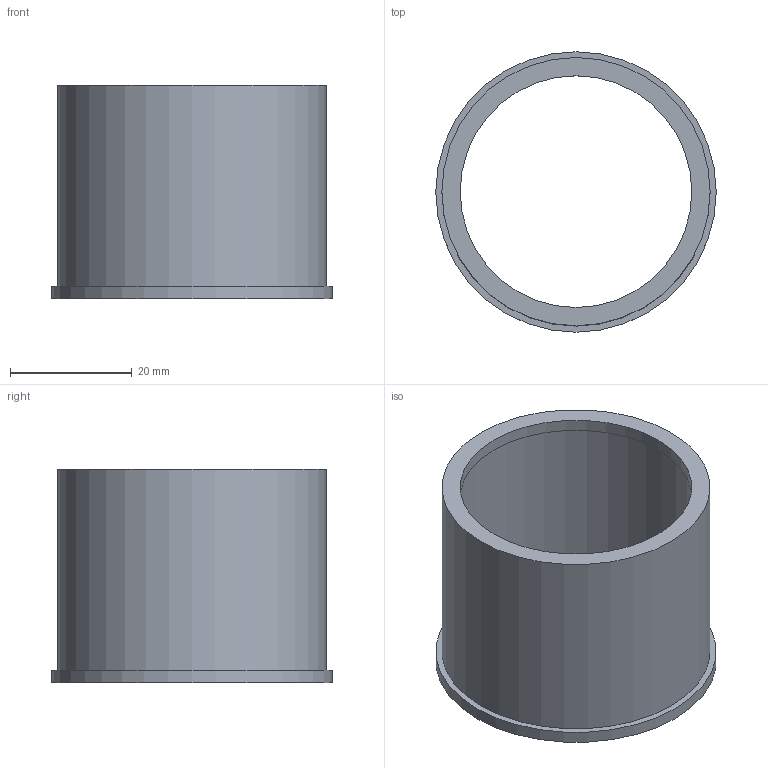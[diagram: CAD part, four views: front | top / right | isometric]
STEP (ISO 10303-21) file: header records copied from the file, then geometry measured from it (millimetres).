
FILE_DESCRIPTION(('FreeCAD Model'),'2;1');
FILE_NAME('Open CASCADE Shape Model','2024-09-05T19:25:36',(''),(''), 'Open CASCADE STEP processor 7.6','FreeCAD','Unknown');
FILE_SCHEMA(('CONFIG_CONTROL_DESIGN','SHAPE_APPEARANCE_LAYER_MIM'));
Length unit declared in the file: millimetre
Products named in the file (1): difference (Solid)
Bounding box: 46 x 46 x 35 mm (x, y, z)
Volume: 9764.1 mm3; surface area: 10291.9 mm2
Topology: 1 solids, 1 shells, 9 faces, 13 edges, 9 vertices
Faces by surface type: plane 5, cylinder 4
Full cylindrical faces by diameter (mm): 38 x1, 40 x1, 44 x1, 46 x1
Entity records: 260 total; most frequent: DIRECTION 42, CARTESIAN_POINT 32, ORIENTED_EDGE 26, AXIS2_PLACEMENT_3D 19, FACE_BOUND 14, EDGE_LOOP 14, EDGE_CURVE 13, ADVANCED_FACE 9
